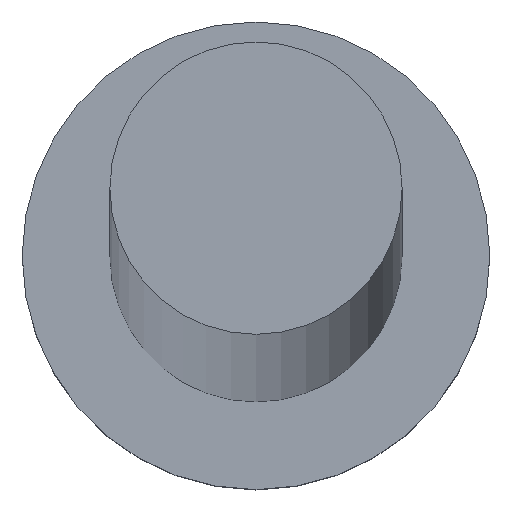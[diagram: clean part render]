
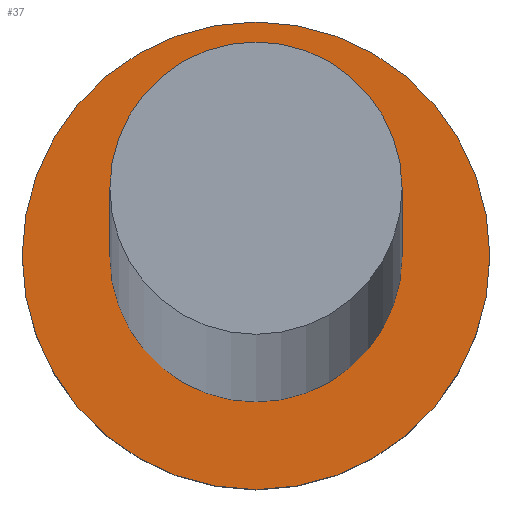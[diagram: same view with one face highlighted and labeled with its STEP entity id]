
A CAD part, top view. The second image highlights one B-rep face of the part: STEP entity #37.
In plain terms, the highlighted planar face has unit normal (0, 0, 1).
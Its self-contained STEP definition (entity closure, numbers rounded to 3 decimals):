
#2 = DIRECTION ( 'NONE',  ( 1., 0., 0. ) ) ;
#6 = CARTESIAN_POINT ( 'NONE',  ( 0., 0., 5. ) ) ;
#9 = EDGE_CURVE ( 'NONE', #88, #133, #183, .T. ) ;
#11 = FACE_BOUND ( 'NONE', #153, .T. ) ;
#13 = EDGE_LOOP ( 'NONE', ( #17, #155 ) ) ;
#17 = ORIENTED_EDGE ( 'NONE', *, *, #99, .T. ) ;
#37 = ADVANCED_FACE ( 'NONE', ( #11, #243 ), #83, .T. ) ;
#38 = AXIS2_PLACEMENT_3D ( 'NONE', #100, #64, #158 ) ;
#39 = DIRECTION ( 'NONE',  ( 0., 0., 1. ) ) ;
#42 = AXIS2_PLACEMENT_3D ( 'NONE', #208, #39, #160 ) ;
#45 = CIRCLE ( 'NONE', #103, 3.75 ) ;
#64 = DIRECTION ( 'NONE',  ( 0., 0., 1. ) ) ;
#68 = CIRCLE ( 'NONE', #42, 6. ) ;
#78 = DIRECTION ( 'NONE',  ( 0., 0., 1. ) ) ;
#83 = PLANE ( 'NONE',  #192 ) ;
#88 = VERTEX_POINT ( 'NONE', #252 ) ;
#98 = DIRECTION ( 'NONE',  ( 1., 0., 0. ) ) ;
#99 = EDGE_CURVE ( 'NONE', #133, #88, #68, .T. ) ;
#100 = CARTESIAN_POINT ( 'NONE',  ( 0., 0., 5. ) ) ;
#103 = AXIS2_PLACEMENT_3D ( 'NONE', #6, #78, #2 ) ;
#119 = ORIENTED_EDGE ( 'NONE', *, *, #187, .F. ) ;
#133 = VERTEX_POINT ( 'NONE', #199 ) ;
#139 = VERTEX_POINT ( 'NONE', #218 ) ;
#143 = DIRECTION ( 'NONE',  ( 1., 0., 0. ) ) ;
#144 = AXIS2_PLACEMENT_3D ( 'NONE', #216, #148, #98 ) ;
#148 = DIRECTION ( 'NONE',  ( 0., 0., 1. ) ) ;
#153 = EDGE_LOOP ( 'NONE', ( #188, #119 ) ) ;
#155 = ORIENTED_EDGE ( 'NONE', *, *, #9, .T. ) ;
#158 = DIRECTION ( 'NONE',  ( 1., 0., 0. ) ) ;
#160 = DIRECTION ( 'NONE',  ( 1., 0., 0. ) ) ;
#162 = CARTESIAN_POINT ( 'NONE',  ( 0., 0., 5. ) ) ;
#163 = VERTEX_POINT ( 'NONE', #221 ) ;
#176 = CIRCLE ( 'NONE', #144, 3.75 ) ;
#183 = CIRCLE ( 'NONE', #38, 6. ) ;
#187 = EDGE_CURVE ( 'NONE', #139, #163, #45, .T. ) ;
#188 = ORIENTED_EDGE ( 'NONE', *, *, #214, .F. ) ;
#192 = AXIS2_PLACEMENT_3D ( 'NONE', #162, #232, #143 ) ;
#199 = CARTESIAN_POINT ( 'NONE',  ( -6., 0., 5. ) ) ;
#208 = CARTESIAN_POINT ( 'NONE',  ( 0., 0., 5. ) ) ;
#214 = EDGE_CURVE ( 'NONE', #163, #139, #176, .T. ) ;
#216 = CARTESIAN_POINT ( 'NONE',  ( 0., 0., 5. ) ) ;
#218 = CARTESIAN_POINT ( 'NONE',  ( 3.75, 0., 5. ) ) ;
#221 = CARTESIAN_POINT ( 'NONE',  ( -3.75, 0., 5. ) ) ;
#232 = DIRECTION ( 'NONE',  ( 0., 0., 1. ) ) ;
#243 = FACE_OUTER_BOUND ( 'NONE', #13, .T. ) ;
#252 = CARTESIAN_POINT ( 'NONE',  ( 6., 0., 5. ) ) ;
